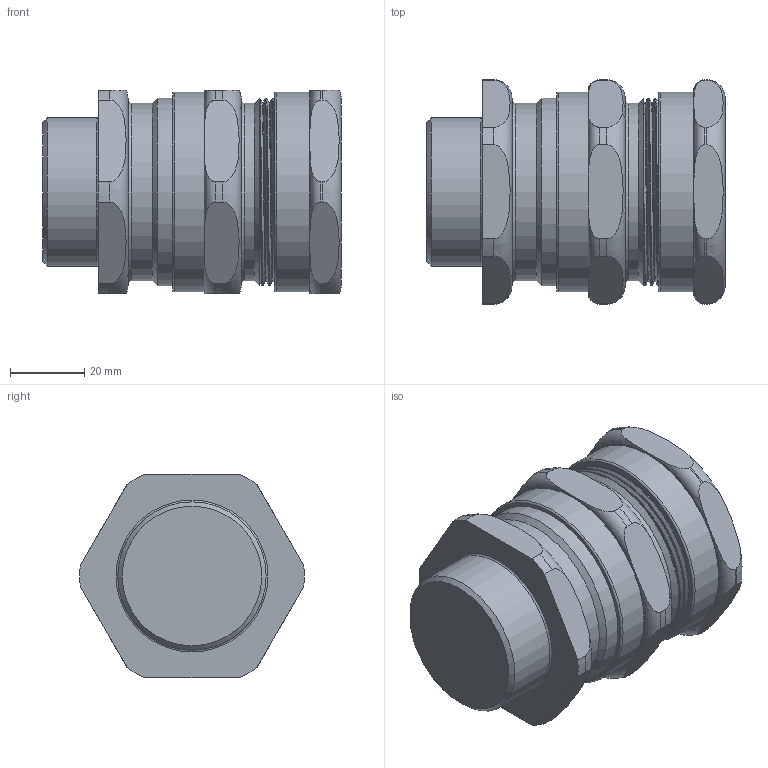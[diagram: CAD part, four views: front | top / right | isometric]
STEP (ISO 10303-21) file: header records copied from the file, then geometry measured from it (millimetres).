
FILE_DESCRIPTION(/* description */ (''),/* implementation_level */ '2;1');
FILE_NAME(/* name */ '501 423 C2 M40.stp',/* time_stamp */ '2020-10-07T18:56:43+05:00',/* author */ ('jgandhi'),/* organization */ (''),/* preprocessor_version */ 'ST-DEVELOPER v18',/* originating_system */ 'Autodesk Inventor 2020',/* authorisation */ '');
FILE_SCHEMA (('AUTOMOTIVE_DESIGN { 1 0 10303 214 3 1 1 }'));
Length unit declared in the file: millimetre
Products named in the file (1): 501 423 C2 M40
Bounding box: 80.5 x 60.57 x 55 mm (x, y, z)
Volume: 233903.5 mm3; surface area: 48527.1 mm2
Topology: 8 solids, 8 shells, 234 faces, 663 edges, 450 vertices
Faces by surface type: plane 91, torus 57, cylinder 48, cone 32, bspline 6
Full cylindrical faces by diameter (mm): 32.5 x2, 40 x1, 41.45 x2, 42.3 x4, 47.6 x2, 47.9 x2, 50.68 x4, 53.95 x2
Entity records: 11821 total; most frequent: CARTESIAN_POINT 5515, ORIENTED_EDGE 1326, DIRECTION 1263, EDGE_CURVE 663, AXIS2_PLACEMENT_3D 548, VERTEX_POINT 450, CIRCLE 319, EDGE_LOOP 243
